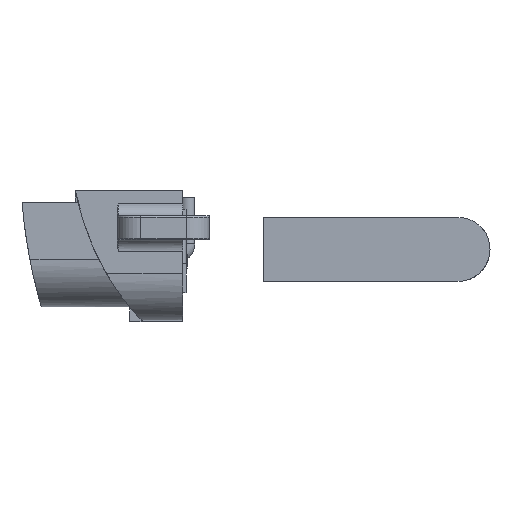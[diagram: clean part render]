
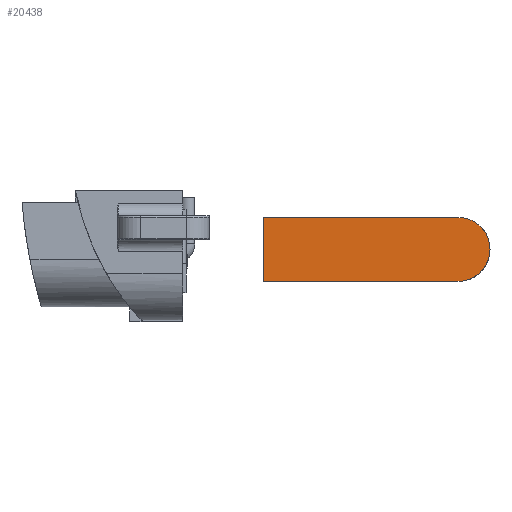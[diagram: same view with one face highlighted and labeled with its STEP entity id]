
A CAD part, left-side view. The second image highlights one B-rep face of the part: STEP entity #20438.
In plain terms, the highlighted planar face has unit normal (-1, 0, 0).
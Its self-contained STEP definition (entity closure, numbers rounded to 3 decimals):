
#307 = CARTESIAN_POINT ( 'NONE',  ( 15.457, 5.667, -4.17 ) ) ;
#314 = CARTESIAN_POINT ( 'NONE',  ( 15.457, 5.667, -1.47 ) ) ;
#661 = B_SPLINE_CURVE_WITH_KNOTS ( 'NONE', 3,
 ( #27783, #314, #10624, #13076 ),
 .UNSPECIFIED., .F., .F.,
 ( 4, 4 ),
 ( 0., 1. ),
 .UNSPECIFIED. ) ;
#997 = VERTEX_POINT ( 'NONE', #30622 ) ;
#2889 = CARTESIAN_POINT ( 'NONE',  ( 15.457, -1.15, -2.643 ) ) ;
#5310 = CARTESIAN_POINT ( 'NONE',  ( 15.457, 0.2, -1.47 ) ) ;
#5679 = DIRECTION ( 'NONE',  ( 0., 1., 0. ) ) ;
#6348 = VERTEX_POINT ( 'NONE', #11330 ) ;
#6570 = ORIENTED_EDGE ( 'NONE', *, *, #9908, .F. ) ;
#8143 = CARTESIAN_POINT ( 'NONE',  ( 15.457, -0.98, -2.14 ) ) ;
#8295 = CARTESIAN_POINT ( 'NONE',  ( 15.457, -0.88, -3.65 ) ) ;
#8591 = AXIS2_PLACEMENT_3D ( 'NONE', #17958, #28083, #5679 ) ;
#9908 = EDGE_CURVE ( 'NONE', #997, #6348, #15774, .T. ) ;
#10193 = EDGE_CURVE ( 'NONE', #19051, #6348, #21258, .T. ) ;
#10314 = CARTESIAN_POINT ( 'NONE',  ( 15.457, 8.4, -4.17 ) ) ;
#10436 = FACE_OUTER_BOUND ( 'NONE', #15399, .T. ) ;
#10461 = CARTESIAN_POINT ( 'NONE',  ( 15.457, 8.4, -1.47 ) ) ;
#10566 = CARTESIAN_POINT ( 'NONE',  ( 15.457, -0.63, -1.74 ) ) ;
#10624 = CARTESIAN_POINT ( 'NONE',  ( 15.457, 2.933, -1.47 ) ) ;
#11039 = CARTESIAN_POINT ( 'NONE',  ( 15.457, 0.023, -1.47 ) ) ;
#11330 = CARTESIAN_POINT ( 'NONE',  ( 15.457, 0.2, -4.17 ) ) ;
#13076 = CARTESIAN_POINT ( 'NONE',  ( 15.457, 0.2, -1.47 ) ) ;
#13994 = CARTESIAN_POINT ( 'NONE',  ( 15.457, -0.63, -3.9 ) ) ;
#15319 = PLANE ( 'NONE',  #8591 ) ;
#15399 = EDGE_LOOP ( 'NONE', ( #16186, #6570, #23861, #16715 ) ) ;
#15613 = CARTESIAN_POINT ( 'NONE',  ( 15.457, -1.15, -2.997 ) ) ;
#15774 = B_SPLINE_CURVE_WITH_KNOTS ( 'NONE', 3,
 ( #5310, #11039, #30336, #28060, #10566, #30981, #8143, #18127, #2889, #15613, #25639, #30675, #8295, #13994, #19088, #18741, #29043, #31154 ),
 .UNSPECIFIED., .F., .F.,
 ( 4, 2, 2, 2, 2, 2, 2, 2, 4 ),
 ( 0., 0.125, 0.25, 0.375, 0.5, 0.625, 0.75, 0.875, 1. ),
 .UNSPECIFIED. ) ;
#16186 = ORIENTED_EDGE ( 'NONE', *, *, #10193, .T. ) ;
#16715 = ORIENTED_EDGE ( 'NONE', *, *, #23525, .F. ) ;
#17635 = CARTESIAN_POINT ( 'NONE',  ( 15.457, 8.4, -4.17 ) ) ;
#17958 = CARTESIAN_POINT ( 'NONE',  ( 15.457, 3.624, -2.82 ) ) ;
#18127 = CARTESIAN_POINT ( 'NONE',  ( 15.457, -1.115, -2.467 ) ) ;
#18658 = B_SPLINE_CURVE_WITH_KNOTS ( 'NONE', 3,
 ( #10314, #28111, #22921, #10461 ),
 .UNSPECIFIED., .F., .F.,
 ( 4, 4 ),
 ( 0., 1. ),
 .UNSPECIFIED. ) ;
#18741 = CARTESIAN_POINT ( 'NONE',  ( 15.457, -0.153, -4.135 ) ) ;
#19051 = VERTEX_POINT ( 'NONE', #17635 ) ;
#19088 = CARTESIAN_POINT ( 'NONE',  ( 15.457, -0.48, -4. ) ) ;
#20291 = CARTESIAN_POINT ( 'NONE',  ( 15.457, 0.2, -4.17 ) ) ;
#20438 = ADVANCED_FACE ( 'NONE', ( #10436 ), #15319, .F. ) ;
#21258 = B_SPLINE_CURVE_WITH_KNOTS ( 'NONE', 3,
 ( #22761, #307, #22435, #20291 ),
 .UNSPECIFIED., .F., .F.,
 ( 4, 4 ),
 ( 0., 1. ),
 .UNSPECIFIED. ) ;
#22435 = CARTESIAN_POINT ( 'NONE',  ( 15.457, 2.933, -4.17 ) ) ;
#22761 = CARTESIAN_POINT ( 'NONE',  ( 15.457, 8.4, -4.17 ) ) ;
#22921 = CARTESIAN_POINT ( 'NONE',  ( 15.457, 8.4, -2.37 ) ) ;
#23525 = EDGE_CURVE ( 'NONE', #19051, #32334, #18658, .T. ) ;
#23861 = ORIENTED_EDGE ( 'NONE', *, *, #27369, .F. ) ;
#25639 = CARTESIAN_POINT ( 'NONE',  ( 15.457, -1.115, -3.173 ) ) ;
#25954 = CARTESIAN_POINT ( 'NONE',  ( 15.457, 8.4, -1.47 ) ) ;
#27369 = EDGE_CURVE ( 'NONE', #32334, #997, #661, .T. ) ;
#27783 = CARTESIAN_POINT ( 'NONE',  ( 15.457, 8.4, -1.47 ) ) ;
#28060 = CARTESIAN_POINT ( 'NONE',  ( 15.457, -0.48, -1.64 ) ) ;
#28083 = DIRECTION ( 'NONE',  ( 1., 0., 0. ) ) ;
#28111 = CARTESIAN_POINT ( 'NONE',  ( 15.457, 8.4, -3.27 ) ) ;
#29043 = CARTESIAN_POINT ( 'NONE',  ( 15.457, 0.023, -4.17 ) ) ;
#30336 = CARTESIAN_POINT ( 'NONE',  ( 15.457, -0.153, -1.505 ) ) ;
#30622 = CARTESIAN_POINT ( 'NONE',  ( 15.457, 0.2, -1.47 ) ) ;
#30675 = CARTESIAN_POINT ( 'NONE',  ( 15.457, -0.98, -3.5 ) ) ;
#30981 = CARTESIAN_POINT ( 'NONE',  ( 15.457, -0.88, -1.99 ) ) ;
#31154 = CARTESIAN_POINT ( 'NONE',  ( 15.457, 0.2, -4.17 ) ) ;
#32334 = VERTEX_POINT ( 'NONE', #25954 ) ;
